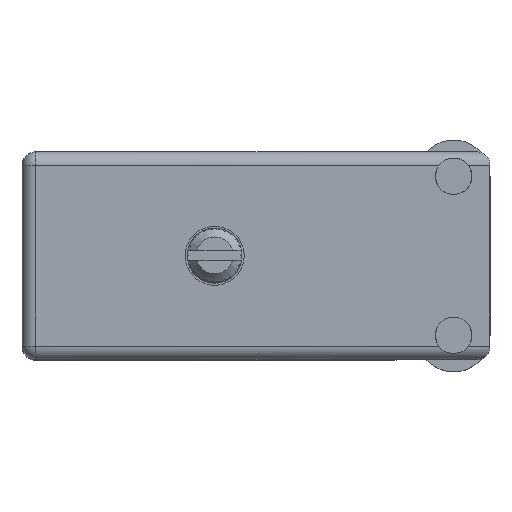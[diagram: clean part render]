
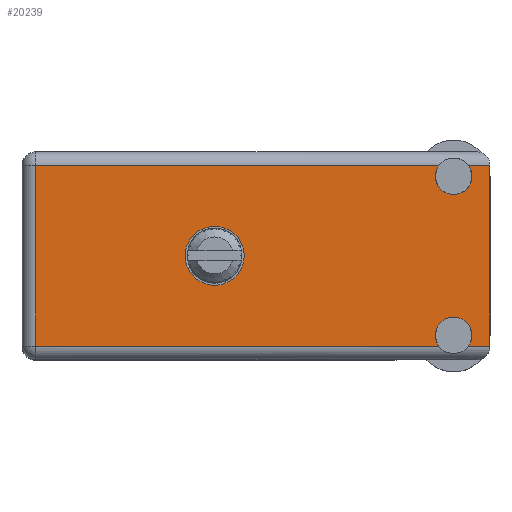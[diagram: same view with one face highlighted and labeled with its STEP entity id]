
A CAD part, top view. The second image highlights one B-rep face of the part: STEP entity #20239.
In plain terms, the highlighted face is planar.
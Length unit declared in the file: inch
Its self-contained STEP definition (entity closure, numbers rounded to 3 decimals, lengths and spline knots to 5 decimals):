
#1654 = ORIENTED_EDGE ( 'NONE', *, *, #75856, .F. ) ;
#6859 = ORIENTED_EDGE ( 'NONE', *, *, #143747, .F. ) ;
#8284 = CARTESIAN_POINT ( 'NONE',  ( 1.43363, 0.906, -0.047 ) ) ;
#8732 = CIRCLE ( 'NONE', #57065, 0.0625 ) ;
#10064 = AXIS2_PLACEMENT_3D ( 'NONE', #74085, #176552, #88781 ) ;
#12561 = VERTEX_POINT ( 'NONE', #170359 ) ;
#14139 = CARTESIAN_POINT ( 'NONE',  ( 1.43363, 0.906, -0.668 ) ) ;
#14382 = CARTESIAN_POINT ( 'NONE',  ( 0.047, 0.906, -0.668 ) ) ;
#16902 = CIRCLE ( 'NONE', #75440, 0.0625 ) ;
#19555 = LINE ( 'NONE', #63573, #182256 ) ;
#20217 = FACE_OUTER_BOUND ( 'NONE', #161748, .T. ) ;
#20239 = ADVANCED_FACE ( 'NONE', ( #93749, #20217 ), #158532, .T. ) ;
#20988 = ORIENTED_EDGE ( 'NONE', *, *, #26154, .T. ) ;
#24793 = VERTEX_POINT ( 'NONE', #8284 ) ;
#26154 = EDGE_CURVE ( 'NONE', #12561, #74489, #77845, .T. ) ;
#31372 = CIRCLE ( 'NONE', #169985, 0.1015 ) ;
#32051 = DIRECTION ( 'NONE',  ( 0., 0., 1. ) ) ;
#34820 = EDGE_CURVE ( 'NONE', #93299, #183109, #133730, .T. ) ;
#37041 = CARTESIAN_POINT ( 'NONE',  ( 1.609, 0.906, -0.668 ) ) ;
#37298 = CARTESIAN_POINT ( 'NONE',  ( 0.6625, 0.906, -0.256 ) ) ;
#39711 = AXIS2_PLACEMENT_3D ( 'NONE', #109707, #125081, #153875 ) ;
#43092 = CARTESIAN_POINT ( 'NONE',  ( 0.6625, 0.906, -0.459 ) ) ;
#43275 = VERTEX_POINT ( 'NONE', #168282 ) ;
#48330 = AXIS2_PLACEMENT_3D ( 'NONE', #91464, #62012, #179872 ) ;
#49503 = CARTESIAN_POINT ( 'NONE',  ( 0.047, 0.906, -0.047 ) ) ;
#56656 = LINE ( 'NONE', #68917, #123201 ) ;
#57065 = AXIS2_PLACEMENT_3D ( 'NONE', #157627, #187110, #128180 ) ;
#57243 = VECTOR ( 'NONE', #153792, 39.37008 ) ;
#57453 = DIRECTION ( 'NONE',  ( 1., 0., 0. ) ) ;
#57834 = CIRCLE ( 'NONE', #39711, 0.0625 ) ;
#61248 = ORIENTED_EDGE ( 'NONE', *, *, #34820, .F. ) ;
#62012 = DIRECTION ( 'NONE',  ( 0., 1., 0. ) ) ;
#62856 = VERTEX_POINT ( 'NONE', #37041 ) ;
#63573 = CARTESIAN_POINT ( 'NONE',  ( 0., 0.906, -0.668 ) ) ;
#67733 = EDGE_CURVE ( 'NONE', #183109, #93299, #31372, .T. ) ;
#68917 = CARTESIAN_POINT ( 'NONE',  ( 0., 0.906, -0.668 ) ) ;
#69640 = DIRECTION ( 'NONE',  ( 0., 1., 0. ) ) ;
#69874 = ORIENTED_EDGE ( 'NONE', *, *, #67733, .F. ) ;
#70155 = DIRECTION ( 'NONE',  ( 0., 1., 0. ) ) ;
#71077 = EDGE_CURVE ( 'NONE', #124853, #122541, #19555, .T. ) ;
#74085 = CARTESIAN_POINT ( 'NONE',  ( 1.484, 0.906, -0.631 ) ) ;
#74489 = VERTEX_POINT ( 'NONE', #163752 ) ;
#75440 = AXIS2_PLACEMENT_3D ( 'NONE', #159648, #189150, #101372 ) ;
#75856 = EDGE_CURVE ( 'NONE', #124853, #156839, #57834, .T. ) ;
#76337 = CARTESIAN_POINT ( 'NONE',  ( 1.53437, 0.906, -0.668 ) ) ;
#76453 = ORIENTED_EDGE ( 'NONE', *, *, #112591, .T. ) ;
#77225 = ORIENTED_EDGE ( 'NONE', *, *, #95994, .F. ) ;
#77845 = LINE ( 'NONE', #95548, #57243 ) ;
#82393 = LINE ( 'NONE', #144580, #135128 ) ;
#84909 = VECTOR ( 'NONE', #32051, 39.37008 ) ;
#86493 = EDGE_CURVE ( 'NONE', #122541, #174280, #136457, .T. ) ;
#88781 = DIRECTION ( 'NONE',  ( 0., 0., 1. ) ) ;
#91464 = CARTESIAN_POINT ( 'NONE',  ( 0.6625, 0.906, -0.3575 ) ) ;
#93299 = VERTEX_POINT ( 'NONE', #43092 ) ;
#93749 = FACE_BOUND ( 'NONE', #168388, .T. ) ;
#95548 = CARTESIAN_POINT ( 'NONE',  ( 1.609, 0.906, -0.047 ) ) ;
#95994 = EDGE_CURVE ( 'NONE', #156839, #118370, #139622, .T. ) ;
#101372 = DIRECTION ( 'NONE',  ( 0., 0., 1. ) ) ;
#102331 = ORIENTED_EDGE ( 'NONE', *, *, #138850, .F. ) ;
#109707 = CARTESIAN_POINT ( 'NONE',  ( 1.484, 0.906, -0.631 ) ) ;
#112591 = EDGE_CURVE ( 'NONE', #174280, #24793, #82393, .T. ) ;
#114453 = CARTESIAN_POINT ( 'NONE',  ( 0.6625, 0.906, -0.3575 ) ) ;
#115093 = DIRECTION ( 'NONE',  ( 0., 0., 1. ) ) ;
#118370 = VERTEX_POINT ( 'NONE', #76337 ) ;
#122541 = VERTEX_POINT ( 'NONE', #14382 ) ;
#123014 = EDGE_CURVE ( 'NONE', #62856, #118370, #56656, .T. ) ;
#123201 = VECTOR ( 'NONE', #172642, 39.37008 ) ;
#123466 = CARTESIAN_POINT ( 'NONE',  ( 0.047, 0.906, -0.715 ) ) ;
#124853 = VERTEX_POINT ( 'NONE', #14139 ) ;
#125081 = DIRECTION ( 'NONE',  ( 0., 1., 0. ) ) ;
#126534 = DIRECTION ( 'NONE',  ( 0., 0., 1. ) ) ;
#127275 = VECTOR ( 'NONE', #138170, 39.37008 ) ;
#128180 = DIRECTION ( 'NONE',  ( 0., 0., 1. ) ) ;
#133730 = CIRCLE ( 'NONE', #48330, 0.1015 ) ;
#135128 = VECTOR ( 'NONE', #57453, 39.37008 ) ;
#136457 = LINE ( 'NONE', #123466, #127275 ) ;
#137223 = DIRECTION ( 'NONE',  ( -1., 0., 0. ) ) ;
#138170 = DIRECTION ( 'NONE',  ( 0., 0., 1. ) ) ;
#138850 = EDGE_CURVE ( 'NONE', #43275, #24793, #16902, .T. ) ;
#139622 = CIRCLE ( 'NONE', #10064, 0.0625 ) ;
#142067 = LINE ( 'NONE', #162108, #84909 ) ;
#143747 = EDGE_CURVE ( 'NONE', #62856, #74489, #142067, .T. ) ;
#144580 = CARTESIAN_POINT ( 'NONE',  ( 1.609, 0.906, -0.047 ) ) ;
#144981 = ORIENTED_EDGE ( 'NONE', *, *, #86493, .T. ) ;
#147622 = AXIS2_PLACEMENT_3D ( 'NONE', #157245, #70155, #126534 ) ;
#148984 = ORIENTED_EDGE ( 'NONE', *, *, #185588, .F. ) ;
#149961 = ORIENTED_EDGE ( 'NONE', *, *, #71077, .T. ) ;
#153792 = DIRECTION ( 'NONE',  ( 1., 0., 0. ) ) ;
#153875 = DIRECTION ( 'NONE',  ( 0., 0., 1. ) ) ;
#154607 = ORIENTED_EDGE ( 'NONE', *, *, #123014, .T. ) ;
#156839 = VERTEX_POINT ( 'NONE', #182416 ) ;
#157245 = CARTESIAN_POINT ( 'NONE',  ( 0., 0.906, -0.715 ) ) ;
#157627 = CARTESIAN_POINT ( 'NONE',  ( 1.484, 0.906, -0.084 ) ) ;
#158532 = PLANE ( 'NONE',  #147622 ) ;
#159648 = CARTESIAN_POINT ( 'NONE',  ( 1.484, 0.906, -0.084 ) ) ;
#161748 = EDGE_LOOP ( 'NONE', ( #76453, #102331, #148984, #20988, #6859, #154607, #77225, #1654, #149961, #144981 ) ) ;
#162108 = CARTESIAN_POINT ( 'NONE',  ( 1.609, 0.906, 0. ) ) ;
#163752 = CARTESIAN_POINT ( 'NONE',  ( 1.609, 0.906, -0.047 ) ) ;
#168282 = CARTESIAN_POINT ( 'NONE',  ( 1.484, 0.906, -0.1465 ) ) ;
#168388 = EDGE_LOOP ( 'NONE', ( #69874, #61248 ) ) ;
#169985 = AXIS2_PLACEMENT_3D ( 'NONE', #114453, #69640, #115093 ) ;
#170359 = CARTESIAN_POINT ( 'NONE',  ( 1.53437, 0.906, -0.047 ) ) ;
#172642 = DIRECTION ( 'NONE',  ( -1., 0., 0. ) ) ;
#174280 = VERTEX_POINT ( 'NONE', #49503 ) ;
#176552 = DIRECTION ( 'NONE',  ( 0., 1., 0. ) ) ;
#179872 = DIRECTION ( 'NONE',  ( 0., 0., 1. ) ) ;
#182256 = VECTOR ( 'NONE', #137223, 39.37008 ) ;
#182416 = CARTESIAN_POINT ( 'NONE',  ( 1.484, 0.906, -0.5685 ) ) ;
#183109 = VERTEX_POINT ( 'NONE', #37298 ) ;
#185588 = EDGE_CURVE ( 'NONE', #12561, #43275, #8732, .T. ) ;
#187110 = DIRECTION ( 'NONE',  ( 0., 1., 0. ) ) ;
#189150 = DIRECTION ( 'NONE',  ( 0., 1., 0. ) ) ;
